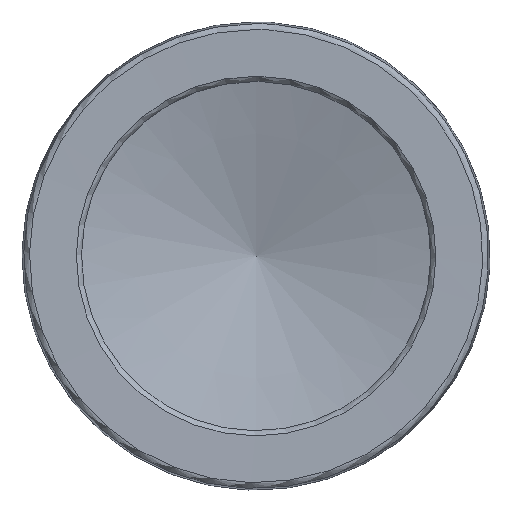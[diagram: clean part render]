
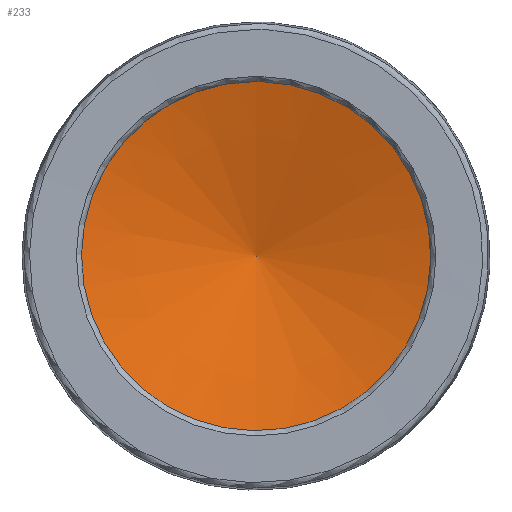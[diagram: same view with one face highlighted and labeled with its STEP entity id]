
A CAD part, left-side view. The second image highlights one B-rep face of the part: STEP entity #233.
In plain terms, the highlighted conical face has half-angle 75 degrees and reference radius 39.641 mm.
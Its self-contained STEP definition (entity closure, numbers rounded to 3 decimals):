
#202=CONICAL_SURFACE('',#449,39.641,75.);
#205=VERTEX_LOOP('',#380);
#233=ADVANCED_FACE('',(#264,#265),#202,.F.);
#264=FACE_BOUND('',#304,.T.);
#265=FACE_BOUND('',#205,.T.);
#304=EDGE_LOOP('',(#344));
#344=ORIENTED_EDGE('',*,*,#400,.T.);
#379=VERTEX_POINT('',#601);
#380=VERTEX_POINT('',#603);
#400=EDGE_CURVE('',#379,#379,#420,.T.);
#420=CIRCLE('',#447,39.641);
#447=AXIS2_PLACEMENT_3D('',#600,#493,#494);
#449=AXIS2_PLACEMENT_3D('',#604,#497,#498);
#493=DIRECTION('',(-1.,0.,0.));
#494=DIRECTION('',(0.,0.,1.));
#497=DIRECTION('',(-1.,0.,0.));
#498=DIRECTION('',(0.,0.,1.));
#600=CARTESIAN_POINT('',(1.155,0.,0.));
#601=CARTESIAN_POINT('',(1.155,0.,39.641));
#603=CARTESIAN_POINT('',(11.777,0.,0.));
#604=CARTESIAN_POINT('',(1.155,0.,0.));
